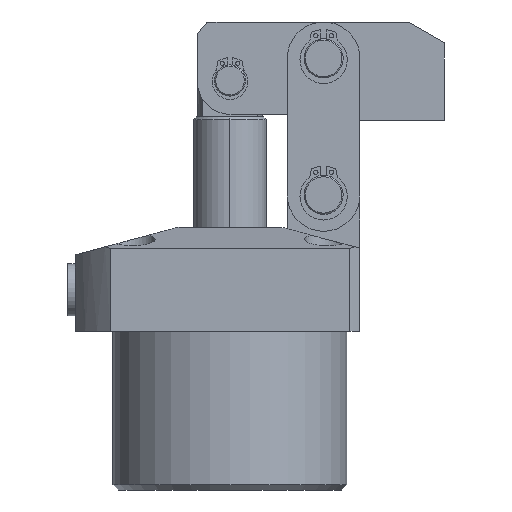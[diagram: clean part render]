
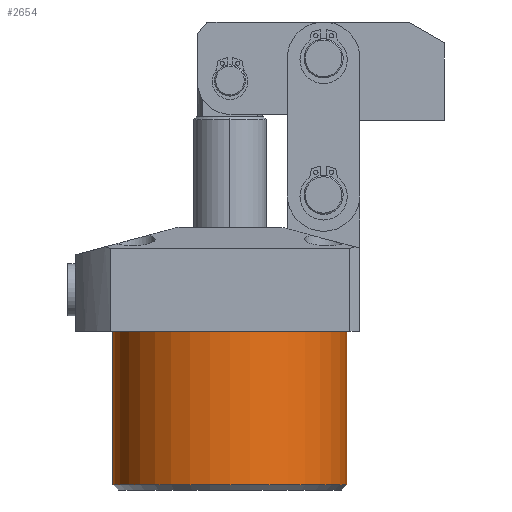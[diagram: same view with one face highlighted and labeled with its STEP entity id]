
A CAD part, front view. The second image highlights one B-rep face of the part: STEP entity #2654.
In plain terms, the highlighted cylindrical face has radius 45 mm (diameter 90 mm), a partial arc.
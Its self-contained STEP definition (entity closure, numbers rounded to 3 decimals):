
#192 = ORIENTED_EDGE ( 'NONE', *, *, #539, .T. ) ;
#267 = CARTESIAN_POINT ( 'NONE',  ( 45., 0., -61. ) ) ;
#321 = DIRECTION ( 'NONE',  ( 0., 0., 1. ) ) ;
#475 = AXIS2_PLACEMENT_3D ( 'NONE', #3967, #3988, #4048 ) ;
#539 = EDGE_CURVE ( 'NONE', #1914, #1910, #2147, .T. ) ;
#670 = EDGE_CURVE ( 'NONE', #1840, #1914, #3370, .T. ) ;
#855 = EDGE_CURVE ( 'NONE', #1841, #1910, #3569, .T. ) ;
#990 = AXIS2_PLACEMENT_3D ( 'NONE', #10233, #10234, #10235 ) ;
#1042 = EDGE_CURVE ( 'NONE', #1841, #1840, #3629, .T. ) ;
#1840 = VERTEX_POINT ( 'NONE', #8839 ) ;
#1841 = VERTEX_POINT ( 'NONE', #8841 ) ;
#1910 = VERTEX_POINT ( 'NONE', #8938 ) ;
#1914 = VERTEX_POINT ( 'NONE', #8943 ) ;
#2147 = CIRCLE ( 'NONE', #475, 45. ) ;
#2654 = ADVANCED_FACE ( 'NONE', ( #5334 ), #5338, .T. ) ;
#2812 = AXIS2_PLACEMENT_3D ( 'NONE', #6213, #6211, #6204 ) ;
#3370 = LINE ( 'NONE', #267, #3373 ) ;
#3373 = VECTOR ( 'NONE', #321, 1000. ) ;
#3569 = LINE ( 'NONE', #10008, #3576 ) ;
#3576 = VECTOR ( 'NONE', #10012, 1000. ) ;
#3629 = CIRCLE ( 'NONE', #990, 45. ) ;
#3967 = CARTESIAN_POINT ( 'NONE',  ( 0., 0., 0. ) ) ;
#3988 = DIRECTION ( 'NONE',  ( 0., 0., -1. ) ) ;
#4048 = DIRECTION ( 'NONE',  ( 1., 0., 0. ) ) ;
#4253 = EDGE_LOOP ( 'NONE', ( #8906, #8874, #9037, #192 ) ) ;
#5334 = FACE_OUTER_BOUND ( 'NONE', #4253, .T. ) ;
#5338 = CYLINDRICAL_SURFACE ( 'NONE', #2812, 45. ) ;
#6204 = DIRECTION ( 'NONE',  ( 1., 0., 0. ) ) ;
#6211 = DIRECTION ( 'NONE',  ( 0., 0., 1. ) ) ;
#6213 = CARTESIAN_POINT ( 'NONE',  ( 0., 0., -61. ) ) ;
#8839 = CARTESIAN_POINT ( 'NONE',  ( 45., 0., -59. ) ) ;
#8841 = CARTESIAN_POINT ( 'NONE',  ( -45., 0., -59. ) ) ;
#8874 = ORIENTED_EDGE ( 'NONE', *, *, #1042, .T. ) ;
#8906 = ORIENTED_EDGE ( 'NONE', *, *, #855, .F. ) ;
#8938 = CARTESIAN_POINT ( 'NONE',  ( -45., 0., 0. ) ) ;
#8943 = CARTESIAN_POINT ( 'NONE',  ( 45., 0., 0. ) ) ;
#9037 = ORIENTED_EDGE ( 'NONE', *, *, #670, .T. ) ;
#10008 = CARTESIAN_POINT ( 'NONE',  ( -45., 0., -61. ) ) ;
#10012 = DIRECTION ( 'NONE',  ( 0., 0., 1. ) ) ;
#10233 = CARTESIAN_POINT ( 'NONE',  ( 0., 0., -59. ) ) ;
#10234 = DIRECTION ( 'NONE',  ( 0., 0., 1. ) ) ;
#10235 = DIRECTION ( 'NONE',  ( -1., 0., 0. ) ) ;
